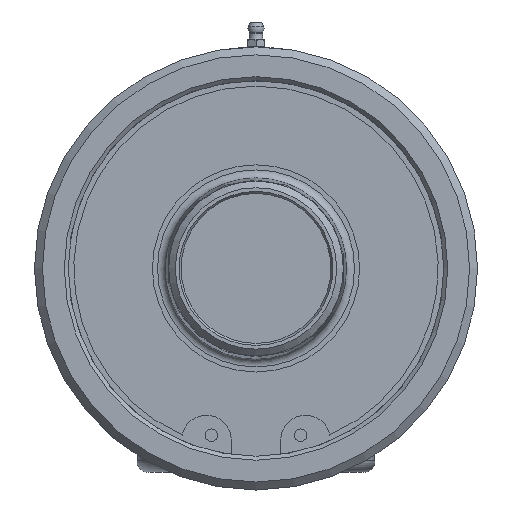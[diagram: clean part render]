
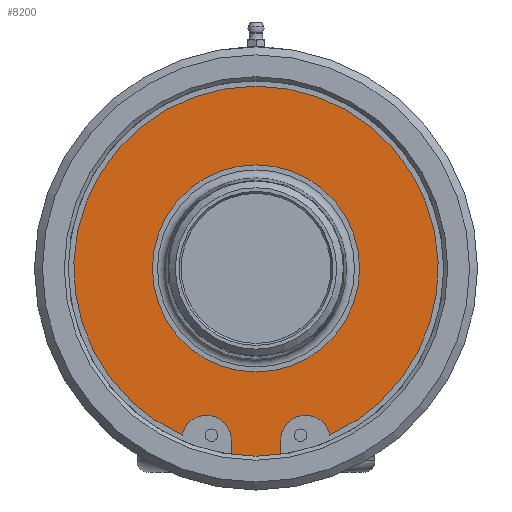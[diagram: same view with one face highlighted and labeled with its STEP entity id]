
A CAD part, left-side view. The second image highlights one B-rep face of the part: STEP entity #8200.
In plain terms, the highlighted planar face has unit normal (-1, 0, 0).
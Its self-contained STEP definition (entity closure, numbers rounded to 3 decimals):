
#144=FACE_BOUND('',#2895,.T.);
#877=LINE('',#13457,#1348);
#1291=LINE('',#62204,#1762);
#1348=VECTOR('',#9233,10.);
#1762=VECTOR('',#10435,10.);
#1927=PLANE('',#8816);
#2376=FACE_OUTER_BOUND('',#2894,.T.);
#2894=EDGE_LOOP('',(#7652,#7653,#7654,#7655,#7656,#7657,#7658));
#2895=EDGE_LOOP('',(#7659));
#3019=CIRCLE('',#8412,73.279);
#3020=CIRCLE('',#8414,9.97);
#3027=CIRCLE('',#8427,41.65);
#3224=CIRCLE('',#8807,75.949);
#3225=CIRCLE('',#8808,75.949);
#3226=CIRCLE('',#8811,9.97);
#3385=VERTEX_POINT('',#13446);
#3386=VERTEX_POINT('',#13447);
#3387=VERTEX_POINT('',#13452);
#3388=VERTEX_POINT('',#13456);
#3395=VERTEX_POINT('',#13482);
#4032=VERTEX_POINT('',#62193);
#4033=VERTEX_POINT('',#62196);
#4034=VERTEX_POINT('',#62203);
#4273=EDGE_CURVE('',#3385,#3386,#3019,.T.);
#4276=EDGE_CURVE('',#3387,#3385,#3020,.T.);
#4278=EDGE_CURVE('',#3388,#3387,#877,.T.);
#4290=EDGE_CURVE('',#3395,#3395,#3027,.T.);
#5247=EDGE_CURVE('',#4032,#3388,#3224,.T.);
#5249=EDGE_CURVE('',#4033,#4032,#3225,.T.);
#5250=EDGE_CURVE('',#4034,#4033,#1291,.T.);
#5252=EDGE_CURVE('',#3386,#4034,#3226,.T.);
#7652=ORIENTED_EDGE('',*,*,#4278,.F.);
#7653=ORIENTED_EDGE('',*,*,#5247,.F.);
#7654=ORIENTED_EDGE('',*,*,#5249,.F.);
#7655=ORIENTED_EDGE('',*,*,#5250,.F.);
#7656=ORIENTED_EDGE('',*,*,#5252,.F.);
#7657=ORIENTED_EDGE('',*,*,#4273,.F.);
#7658=ORIENTED_EDGE('',*,*,#4276,.F.);
#7659=ORIENTED_EDGE('',*,*,#4290,.F.);
#8200=ADVANCED_FACE('',(#2376,#144),#1927,.T.);
#8412=AXIS2_PLACEMENT_3D('',#13448,#9222,#9223);
#8414=AXIS2_PLACEMENT_3D('',#13453,#9228,#9229);
#8427=AXIS2_PLACEMENT_3D('',#13484,#9260,#9261);
#8807=AXIS2_PLACEMENT_3D('',#62195,#10429,#10430);
#8808=AXIS2_PLACEMENT_3D('',#62201,#10431,#10432);
#8811=AXIS2_PLACEMENT_3D('',#62207,#10439,#10440);
#8816=AXIS2_PLACEMENT_3D('',#62212,#10449,#10450);
#9222=DIRECTION('center_axis',(1.,0.,0.));
#9223=DIRECTION('ref_axis',(0.,0.405,0.914));
#9228=DIRECTION('center_axis',(-1.,0.,0.));
#9229=DIRECTION('ref_axis',(0.,-1.,0.));
#9233=DIRECTION('',(0.,0.,1.));
#9260=DIRECTION('center_axis',(-1.,0.,0.));
#9261=DIRECTION('ref_axis',(0.,0.,1.));
#10429=DIRECTION('center_axis',(1.,0.,0.));
#10430=DIRECTION('ref_axis',(0.,0.,1.));
#10431=DIRECTION('center_axis',(1.,0.,0.));
#10432=DIRECTION('ref_axis',(0.,0.,1.));
#10435=DIRECTION('',(0.,0.,-1.));
#10439=DIRECTION('center_axis',(-1.,0.,0.));
#10440=DIRECTION('ref_axis',(0.,-0.979,0.205));
#10449=DIRECTION('center_axis',(-1.,0.,0.));
#10450=DIRECTION('ref_axis',(0.,0.,1.));
#13446=CARTESIAN_POINT('',(-87.27,29.697,-66.992));
#13447=CARTESIAN_POINT('',(-87.27,-29.697,-66.992));
#13448=CARTESIAN_POINT('Origin',(-87.27,0.,0.));
#13452=CARTESIAN_POINT('',(-87.27,9.97,-69.033));
#13453=CARTESIAN_POINT('Origin',(-87.27,19.939,-69.033));
#13456=CARTESIAN_POINT('',(-87.27,9.97,-75.291));
#13457=CARTESIAN_POINT('',(-87.27,9.97,-22.54));
#13482=CARTESIAN_POINT('',(-87.27,0.,-41.65));
#13484=CARTESIAN_POINT('Origin',(-87.27,0.,0.));
#62193=CARTESIAN_POINT('',(-87.27,0.,-75.949));
#62195=CARTESIAN_POINT('Origin',(-87.27,0.,0.));
#62196=CARTESIAN_POINT('',(-87.27,-9.97,-75.291));
#62201=CARTESIAN_POINT('Origin',(-87.27,0.,0.));
#62203=CARTESIAN_POINT('',(-87.27,-9.97,-69.033));
#62204=CARTESIAN_POINT('',(-87.27,-9.97,-17.555));
#62207=CARTESIAN_POINT('Origin',(-87.27,-19.939,-69.033));
#62212=CARTESIAN_POINT('Origin',(-87.27,0.,33.922));
